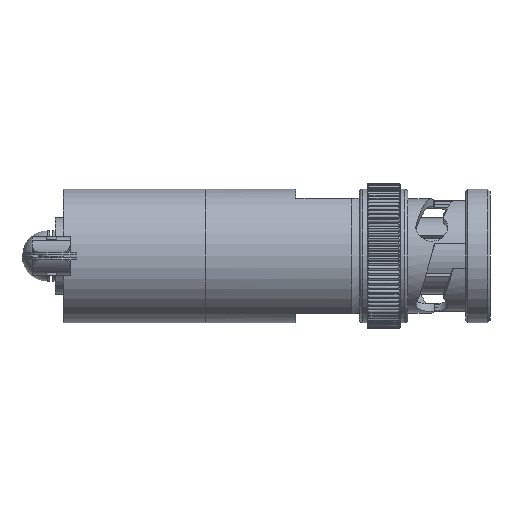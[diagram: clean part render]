
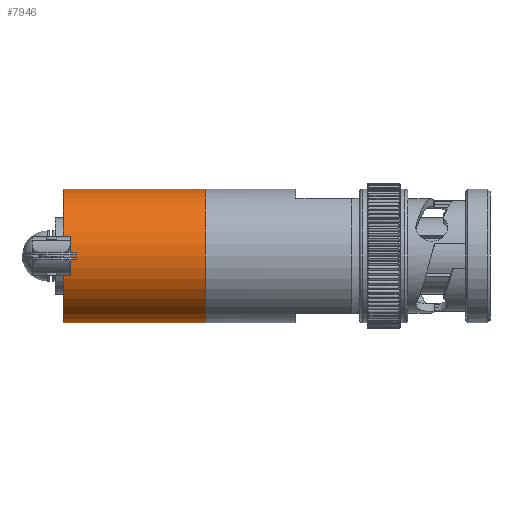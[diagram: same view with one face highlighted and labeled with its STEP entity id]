
A CAD part, front view. The second image highlights one B-rep face of the part: STEP entity #7946.
In plain terms, the highlighted cylindrical face has radius 6.668 mm (diameter 13.335 mm), a partial arc.
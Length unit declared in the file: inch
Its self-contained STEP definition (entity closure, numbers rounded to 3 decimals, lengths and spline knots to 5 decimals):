
#244 = DIRECTION ( 'NONE',  ( -1., 0., 0. ) ) ;
#1870 = ORIENTED_EDGE ( 'NONE', *, *, #8290, .T. ) ;
#1876 = AXIS2_PLACEMENT_3D ( 'NONE', #14471, #23718, #9681 ) ;
#1944 = VERTEX_POINT ( 'NONE', #5105 ) ;
#2050 = EDGE_CURVE ( 'NONE', #1944, #15587, #3475, .T. ) ;
#2346 = DIRECTION ( 'NONE',  ( 1., 0., 0. ) ) ;
#3475 = LINE ( 'NONE', #15374, #21803 ) ;
#4370 = CARTESIAN_POINT ( 'NONE',  ( 0., 0., 0. ) ) ;
#4945 = ORIENTED_EDGE ( 'NONE', *, *, #2050, .T. ) ;
#5105 = CARTESIAN_POINT ( 'NONE',  ( 0.55717, 0., 0.2625 ) ) ;
#5393 = VERTEX_POINT ( 'NONE', #29031 ) ;
#6860 = ORIENTED_EDGE ( 'NONE', *, *, #11973, .F. ) ;
#7028 = FACE_OUTER_BOUND ( 'NONE', #15328, .T. ) ;
#7377 = VECTOR ( 'NONE', #16664, 39.37008 ) ;
#7494 = CIRCLE ( 'NONE', #12453, 0.2625 ) ;
#7946 = ADVANCED_FACE ( 'NONE', ( #7028 ), #14447, .T. ) ;
#8290 = EDGE_CURVE ( 'NONE', #15587, #5393, #7494, .T. ) ;
#9681 = DIRECTION ( 'NONE',  ( 0., 0., -1. ) ) ;
#10599 = DIRECTION ( 'NONE',  ( -1., 0., 0. ) ) ;
#11343 = VERTEX_POINT ( 'NONE', #19536 ) ;
#11973 = EDGE_CURVE ( 'NONE', #11343, #5393, #14503, .T. ) ;
#12453 = AXIS2_PLACEMENT_3D ( 'NONE', #4370, #2346, #25821 ) ;
#13225 = CIRCLE ( 'NONE', #1876, 0.2625 ) ;
#14291 = CARTESIAN_POINT ( 'NONE',  ( 0.55717, 0., 0. ) ) ;
#14447 = CYLINDRICAL_SURFACE ( 'NONE', #22290, 0.2625 ) ;
#14471 = CARTESIAN_POINT ( 'NONE',  ( 0.55717, 0., 0. ) ) ;
#14503 = LINE ( 'NONE', #28070, #7377 ) ;
#15328 = EDGE_LOOP ( 'NONE', ( #6860, #19781, #4945, #1870 ) ) ;
#15374 = CARTESIAN_POINT ( 'NONE',  ( 0.55717, 0., 0.2625 ) ) ;
#15587 = VERTEX_POINT ( 'NONE', #18697 ) ;
#16664 = DIRECTION ( 'NONE',  ( -1., 0., 0. ) ) ;
#18697 = CARTESIAN_POINT ( 'NONE',  ( 0., 0., 0.2625 ) ) ;
#19064 = DIRECTION ( 'NONE',  ( 0., 0., 1. ) ) ;
#19536 = CARTESIAN_POINT ( 'NONE',  ( 0.55717, 0., -0.2625 ) ) ;
#19781 = ORIENTED_EDGE ( 'NONE', *, *, #20148, .F. ) ;
#20148 = EDGE_CURVE ( 'NONE', #1944, #11343, #13225, .T. ) ;
#21803 = VECTOR ( 'NONE', #10599, 39.37008 ) ;
#22290 = AXIS2_PLACEMENT_3D ( 'NONE', #14291, #244, #19064 ) ;
#23718 = DIRECTION ( 'NONE',  ( 1., 0., 0. ) ) ;
#25821 = DIRECTION ( 'NONE',  ( 0., 0., -1. ) ) ;
#28070 = CARTESIAN_POINT ( 'NONE',  ( 0.55717, 0., -0.2625 ) ) ;
#29031 = CARTESIAN_POINT ( 'NONE',  ( 0., 0., -0.2625 ) ) ;
